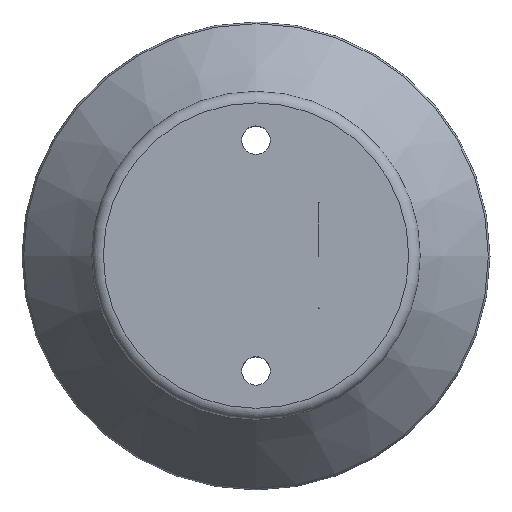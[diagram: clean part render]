
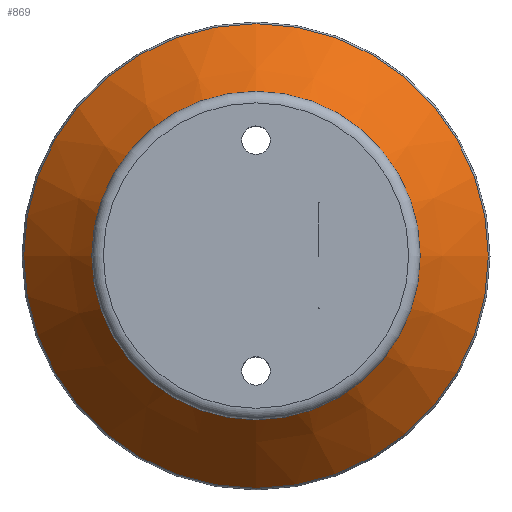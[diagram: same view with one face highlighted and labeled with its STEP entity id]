
A CAD part, top view. The second image highlights one B-rep face of the part: STEP entity #869.
In plain terms, the highlighted conical face has half-angle 38.454 degrees and reference radius 31.5 mm.
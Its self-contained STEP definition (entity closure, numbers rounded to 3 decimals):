
#43=CONICAL_SURFACE('',#1009,31.5,0.671);
#147=FACE_OUTER_BOUND('',#233,.T.);
#233=EDGE_LOOP('',(#712,#713,#714,#715,#716));
#282=LINE('',#1505,#316);
#316=VECTOR('',#1258,31.5);
#373=CIRCLE('',#1005,18.3);
#374=CIRCLE('',#1006,18.3);
#377=CIRCLE('',#1010,30.212);
#440=VERTEX_POINT('',#1496);
#441=VERTEX_POINT('',#1497);
#443=VERTEX_POINT('',#1504);
#532=EDGE_CURVE('',#440,#441,#373,.T.);
#533=EDGE_CURVE('',#441,#440,#374,.T.);
#536=EDGE_CURVE('',#441,#443,#282,.T.);
#537=EDGE_CURVE('',#443,#443,#377,.T.);
#712=ORIENTED_EDGE('',*,*,#532,.F.);
#713=ORIENTED_EDGE('',*,*,#533,.F.);
#714=ORIENTED_EDGE('',*,*,#536,.T.);
#715=ORIENTED_EDGE('',*,*,#537,.F.);
#716=ORIENTED_EDGE('',*,*,#536,.F.);
#869=ADVANCED_FACE('',(#147),#43,.T.);
#1005=AXIS2_PLACEMENT_3D('',#1498,#1248,#1249);
#1006=AXIS2_PLACEMENT_3D('',#1499,#1250,#1251);
#1009=AXIS2_PLACEMENT_3D('',#1503,#1256,#1257);
#1010=AXIS2_PLACEMENT_3D('',#1506,#1259,#1260);
#1248=DIRECTION('center_axis',(0.,0.,1.));
#1249=DIRECTION('ref_axis',(-1.,0.,0.));
#1250=DIRECTION('center_axis',(0.,0.,1.));
#1251=DIRECTION('ref_axis',(-1.,0.,0.));
#1256=DIRECTION('center_axis',(0.,0.,-1.));
#1257=DIRECTION('ref_axis',(1.,0.,0.));
#1258=DIRECTION('',(-0.622,0.,-0.783));
#1259=DIRECTION('center_axis',(0.,0.,-1.));
#1260=DIRECTION('ref_axis',(-1.,0.,0.));
#1496=CARTESIAN_POINT('',(18.3,0.,16.622));
#1497=CARTESIAN_POINT('',(-18.3,0.,16.622));
#1498=CARTESIAN_POINT('Origin',(0.,0.,16.622));
#1499=CARTESIAN_POINT('Origin',(0.,0.,16.622));
#1503=CARTESIAN_POINT('Origin',(0.,0.,0.));
#1504=CARTESIAN_POINT('',(-30.212,0.,1.622));
#1505=CARTESIAN_POINT('',(-31.5,0.,0.));
#1506=CARTESIAN_POINT('Origin',(0.,0.,1.622));
